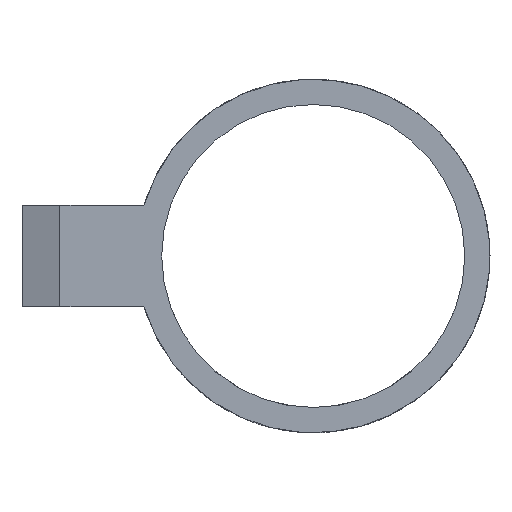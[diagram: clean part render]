
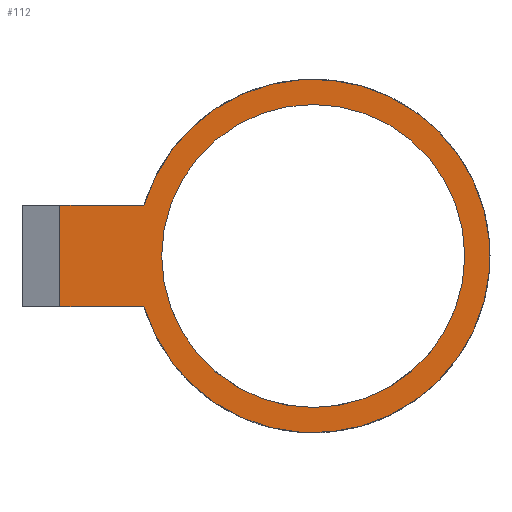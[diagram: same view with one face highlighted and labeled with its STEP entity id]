
A CAD part, left-side view. The second image highlights one B-rep face of the part: STEP entity #112.
In plain terms, the highlighted planar face has unit normal (-1, 0, 0).
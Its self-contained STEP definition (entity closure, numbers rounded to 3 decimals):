
#112=ADVANCED_FACE('',(#858,#860),#862,.T.);
#858=FACE_BOUND('',#859,.T.);
#859=EDGE_LOOP('',(#1572,#1573,#1574,#1575));
#860=FACE_BOUND('',#861,.T.);
#861=EDGE_LOOP('',(#1576));
#862=PLANE('',#863);
#863=AXIS2_PLACEMENT_3D('',#864,#865,#866);
#864=CARTESIAN_POINT('',(0.,0.,0.));
#865=DIRECTION('',(-1.,0.,0.));
#866=DIRECTION('',(0.,0.,-1.));
#1572=ORIENTED_EDGE('',*,*,#2010,.T.);
#1573=ORIENTED_EDGE('',*,*,#1913,.F.);
#1574=ORIENTED_EDGE('',*,*,#1794,.T.);
#1575=ORIENTED_EDGE('',*,*,#1969,.T.);
#1576=ORIENTED_EDGE('',*,*,#1848,.T.);
#1794=EDGE_CURVE('',#2070,#2068,#2071,.T.);
#1848=EDGE_CURVE('',#2177,#2177,#2178,.F.);
#1913=EDGE_CURVE('',#2070,#2307,#2308,.T.);
#1969=EDGE_CURVE('',#2068,#2416,#2418,.T.);
#2010=EDGE_CURVE('',#2416,#2307,#2498,.T.);
#2068=VERTEX_POINT('',#2562);
#2070=VERTEX_POINT('',#2566);
#2071=CIRCLE('',#2567,10.5);
#2177=VERTEX_POINT('',#5614);
#2178=CIRCLE('',#5615,9.);
#2307=VERTEX_POINT('',#9315);
#2308=LINE('',#9316,#9317);
#2416=VERTEX_POINT('',#9534);
#2418=LINE('',#9538,#9539);
#2498=LINE('',#9700,#9701);
#2562=CARTESIAN_POINT('',(0.,-3.838,0.5));
#2566=CARTESIAN_POINT('',(0.,-3.838,-5.5));
#2567=AXIS2_PLACEMENT_3D('',#2568,#2569,#2570);
#2568=CARTESIAN_POINT('',(0.,-13.9,-2.5));
#2569=DIRECTION('',(-1.,0.,0.));
#2570=DIRECTION('',(0.,0.958,-0.286));
#5614=CARTESIAN_POINT('',(0.,-4.9,-2.5));
#5615=AXIS2_PLACEMENT_3D('',#5616,#5617,#5618);
#5616=CARTESIAN_POINT('',(0.,-13.9,-2.5));
#5617=DIRECTION('',(-1.,0.,0.));
#5618=DIRECTION('',(0.,1.,0.));
#9315=CARTESIAN_POINT('',(0.,1.15,-5.5));
#9316=CARTESIAN_POINT('',(0.,-3.838,-5.5));
#9317=VECTOR('',#9318,1.);
#9318=DIRECTION('',(0.,1.,0.));
#9534=CARTESIAN_POINT('',(0.,1.15,0.5));
#9538=CARTESIAN_POINT('',(0.,-3.838,0.5));
#9539=VECTOR('',#9540,1.);
#9540=DIRECTION('',(0.,1.,0.));
#9700=CARTESIAN_POINT('',(0.,1.15,0.5));
#9701=VECTOR('',#9702,1.);
#9702=DIRECTION('',(0.,0.,-1.));
